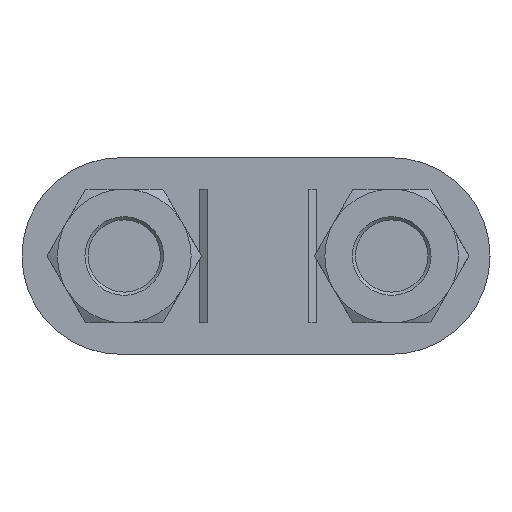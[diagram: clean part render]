
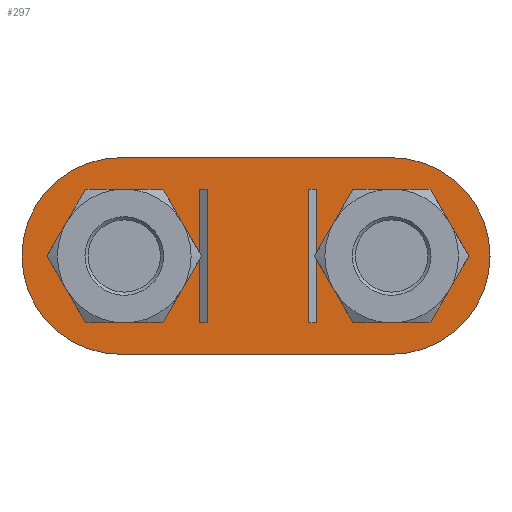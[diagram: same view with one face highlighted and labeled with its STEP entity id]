
A CAD part, front view. The second image highlights one B-rep face of the part: STEP entity #297.
In plain terms, the highlighted planar face has unit normal (0, -1, 0).
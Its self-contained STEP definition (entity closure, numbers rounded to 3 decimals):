
#297 = ADVANCED_FACE( '', ( #451, #452, #453, #454, #455 ), #456, .F. );
#451 = FACE_BOUND( '', #1615, .T. );
#452 = FACE_OUTER_BOUND( '', #1616, .T. );
#453 = FACE_BOUND( '', #1617, .T. );
#454 = FACE_BOUND( '', #1618, .T. );
#455 = FACE_BOUND( '', #1619, .T. );
#456 = PLANE( '', #1620 );
#1615 = EDGE_LOOP( '', ( #1996, #1997, #1998, #1999 ) );
#1616 = EDGE_LOOP( '', ( #2000, #2001, #2002, #2003, #2004, #2005 ) );
#1617 = EDGE_LOOP( '', ( #2006 ) );
#1618 = EDGE_LOOP( '', ( #2007, #2008, #2009, #2010 ) );
#1619 = EDGE_LOOP( '', ( #2011, #2012, #2013, #2014 ) );
#1620 = AXIS2_PLACEMENT_3D( '', #2015, #2016, #2017 );
#1996 = ORIENTED_EDGE( '', *, *, #2677, .F. );
#1997 = ORIENTED_EDGE( '', *, *, #2678, .T. );
#1998 = ORIENTED_EDGE( '', *, *, #2679, .T. );
#1999 = ORIENTED_EDGE( '', *, *, #2680, .F. );
#2000 = ORIENTED_EDGE( '', *, *, #2681, .F. );
#2001 = ORIENTED_EDGE( '', *, *, #2682, .F. );
#2002 = ORIENTED_EDGE( '', *, *, #2683, .F. );
#2003 = ORIENTED_EDGE( '', *, *, #2684, .F. );
#2004 = ORIENTED_EDGE( '', *, *, #2685, .F. );
#2005 = ORIENTED_EDGE( '', *, *, #2686, .F. );
#2006 = ORIENTED_EDGE( '', *, *, #2687, .T. );
#2007 = ORIENTED_EDGE( '', *, *, #2688, .F. );
#2008 = ORIENTED_EDGE( '', *, *, #2689, .F. );
#2009 = ORIENTED_EDGE( '', *, *, #2690, .F. );
#2010 = ORIENTED_EDGE( '', *, *, #2691, .F. );
#2011 = ORIENTED_EDGE( '', *, *, #2692, .T. );
#2012 = ORIENTED_EDGE( '', *, *, #2693, .T. );
#2013 = ORIENTED_EDGE( '', *, *, #2694, .F. );
#2014 = ORIENTED_EDGE( '', *, *, #2695, .F. );
#2015 = CARTESIAN_POINT( '', ( -17.5, 30.4, 0. ) );
#2016 = DIRECTION( '', ( 0., 1., 0. ) );
#2017 = DIRECTION( '', ( 0., 0., 1. ) );
#2677 = EDGE_CURVE( '', #2947, #2948, #2949, .T. );
#2678 = EDGE_CURVE( '', #2947, #2950, #2951, .T. );
#2679 = EDGE_CURVE( '', #2950, #2952, #2953, .T. );
#2680 = EDGE_CURVE( '', #2948, #2952, #2954, .T. );
#2681 = EDGE_CURVE( '', #2955, #2956, #2957, .T. );
#2682 = EDGE_CURVE( '', #2958, #2955, #2959, .T. );
#2683 = EDGE_CURVE( '', #2960, #2958, #2961, .T. );
#2684 = EDGE_CURVE( '', #2962, #2960, #2963, .T. );
#2685 = EDGE_CURVE( '', #2964, #2962, #2965, .T. );
#2686 = EDGE_CURVE( '', #2956, #2964, #2966, .T. );
#2687 = EDGE_CURVE( '', #2967, #2967, #2968, .T. );
#2688 = EDGE_CURVE( '', #2969, #2970, #2971, .T. );
#2689 = EDGE_CURVE( '', #2972, #2969, #2973, .T. );
#2690 = EDGE_CURVE( '', #2974, #2972, #2975, .T. );
#2691 = EDGE_CURVE( '', #2970, #2974, #2976, .T. );
#2692 = EDGE_CURVE( '', #2977, #2978, #2979, .T. );
#2693 = EDGE_CURVE( '', #2978, #2980, #2981, .T. );
#2694 = EDGE_CURVE( '', #2982, #2980, #2983, .T. );
#2695 = EDGE_CURVE( '', #2977, #2982, #2984, .T. );
#2947 = VERTEX_POINT( '', #3543 );
#2948 = VERTEX_POINT( '', #3544 );
#2949 = LINE( '', #3545, #3546 );
#2950 = VERTEX_POINT( '', #3547 );
#2951 = LINE( '', #3548, #3549 );
#2952 = VERTEX_POINT( '', #3550 );
#2953 = LINE( '', #3551, #3552 );
#2954 = LINE( '', #3553, #3554 );
#2955 = VERTEX_POINT( '', #3555 );
#2956 = VERTEX_POINT( '', #3556 );
#2957 = CIRCLE( '', #3557, 12.5 );
#2958 = VERTEX_POINT( '', #3558 );
#2959 = CIRCLE( '', #3559, 12.5 );
#2960 = VERTEX_POINT( '', #3560 );
#2961 = LINE( '', #3561, #3562 );
#2962 = VERTEX_POINT( '', #3563 );
#2963 = CIRCLE( '', #3564, 12.5 );
#2964 = VERTEX_POINT( '', #3565 );
#2965 = CIRCLE( '', #3566, 12.5 );
#2966 = LINE( '', #3567, #3568 );
#2967 = VERTEX_POINT( '', #3569 );
#2968 = CIRCLE( '', #3570, 5.4 );
#2969 = VERTEX_POINT( '', #3571 );
#2970 = VERTEX_POINT( '', #3572 );
#2971 = CIRCLE( '', #3573, 5. );
#2972 = VERTEX_POINT( '', #3574 );
#2973 = LINE( '', #3575, #3576 );
#2974 = VERTEX_POINT( '', #3577 );
#2975 = CIRCLE( '', #3578, 5. );
#2976 = LINE( '', #3579, #3580 );
#2977 = VERTEX_POINT( '', #3581 );
#2978 = VERTEX_POINT( '', #3582 );
#2979 = LINE( '', #3583, #3584 );
#2980 = VERTEX_POINT( '', #3585 );
#2981 = LINE( '', #3586, #3587 );
#2982 = VERTEX_POINT( '', #3588 );
#2983 = LINE( '', #3589, #3590 );
#2984 = LINE( '', #3591, #3592 );
#3543 = CARTESIAN_POINT( '', ( -7.45, 30.4, -8.5 ) );
#3544 = CARTESIAN_POINT( '', ( -6.45, 30.4, -8.5 ) );
#3545 = CARTESIAN_POINT( '', ( -7.45, 30.4, -8.5 ) );
#3546 = VECTOR( '', #4173, 1000. );
#3547 = CARTESIAN_POINT( '', ( -7.45, 30.4, 8.5 ) );
#3548 = CARTESIAN_POINT( '', ( -7.45, 30.4, -8.5 ) );
#3549 = VECTOR( '', #4174, 1000. );
#3550 = CARTESIAN_POINT( '', ( -6.45, 30.4, 8.5 ) );
#3551 = CARTESIAN_POINT( '', ( -7.45, 30.4, 8.5 ) );
#3552 = VECTOR( '', #4175, 1000. );
#3553 = CARTESIAN_POINT( '', ( -6.45, 30.4, -8.5 ) );
#3554 = VECTOR( '', #4176, 1000. );
#3555 = CARTESIAN_POINT( '', ( -30., 30.4, 0. ) );
#3556 = CARTESIAN_POINT( '', ( -17.5, 30.4, 12.5 ) );
#3557 = AXIS2_PLACEMENT_3D( '', #4177, #4178, #4179 );
#3558 = CARTESIAN_POINT( '', ( -17.5, 30.4, -12.5 ) );
#3559 = AXIS2_PLACEMENT_3D( '', #4180, #4181, #4182 );
#3560 = CARTESIAN_POINT( '', ( 17., 30.4, -12.5 ) );
#3561 = CARTESIAN_POINT( '', ( 17., 30.4, -12.5 ) );
#3562 = VECTOR( '', #4183, 1000. );
#3563 = CARTESIAN_POINT( '', ( 29.5, 30.4, 0. ) );
#3564 = AXIS2_PLACEMENT_3D( '', #4184, #4185, #4186 );
#3565 = CARTESIAN_POINT( '', ( 17., 30.4, 12.5 ) );
#3566 = AXIS2_PLACEMENT_3D( '', #4187, #4188, #4189 );
#3567 = CARTESIAN_POINT( '', ( -17.5, 30.4, 12.5 ) );
#3568 = VECTOR( '', #4190, 1000. );
#3569 = CARTESIAN_POINT( '', ( 22.4, 30.4, 0. ) );
#3570 = AXIS2_PLACEMENT_3D( '', #4191, #4192, #4193 );
#3571 = CARTESIAN_POINT( '', ( -17.5, 30.4, 5. ) );
#3572 = CARTESIAN_POINT( '', ( -17.5, 30.4, -5. ) );
#3573 = AXIS2_PLACEMENT_3D( '', #4194, #4195, #4196 );
#3574 = CARTESIAN_POINT( '', ( -16.5, 30.4, 5. ) );
#3575 = CARTESIAN_POINT( '', ( -16.5, 30.4, 5. ) );
#3576 = VECTOR( '', #4197, 1000. );
#3577 = CARTESIAN_POINT( '', ( -16.5, 30.4, -5. ) );
#3578 = AXIS2_PLACEMENT_3D( '', #4198, #4199, #4200 );
#3579 = CARTESIAN_POINT( '', ( -17.5, 30.4, -5. ) );
#3580 = VECTOR( '', #4201, 1000. );
#3581 = CARTESIAN_POINT( '', ( 7.45, 30.4, -8.5 ) );
#3582 = CARTESIAN_POINT( '', ( 6.45, 30.4, -8.5 ) );
#3583 = CARTESIAN_POINT( '', ( 7.45, 30.4, -8.5 ) );
#3584 = VECTOR( '', #4202, 1000. );
#3585 = CARTESIAN_POINT( '', ( 6.45, 30.4, 8.5 ) );
#3586 = CARTESIAN_POINT( '', ( 6.45, 30.4, -8.5 ) );
#3587 = VECTOR( '', #4203, 1000. );
#3588 = CARTESIAN_POINT( '', ( 7.45, 30.4, 8.5 ) );
#3589 = CARTESIAN_POINT( '', ( 7.45, 30.4, 8.5 ) );
#3590 = VECTOR( '', #4204, 1000. );
#3591 = CARTESIAN_POINT( '', ( 7.45, 30.4, -8.5 ) );
#3592 = VECTOR( '', #4205, 1000. );
#4173 = DIRECTION( '', ( 1., 0., 0. ) );
#4174 = DIRECTION( '', ( 0., 0., 1. ) );
#4175 = DIRECTION( '', ( 1., 0., 0. ) );
#4176 = DIRECTION( '', ( 0., 0., 1. ) );
#4177 = CARTESIAN_POINT( '', ( -17.5, 30.4, 0. ) );
#4178 = DIRECTION( '', ( 0., 1., 0. ) );
#4179 = DIRECTION( '', ( -1., 0., 0. ) );
#4180 = CARTESIAN_POINT( '', ( -17.5, 30.4, 0. ) );
#4181 = DIRECTION( '', ( 0., 1., 0. ) );
#4182 = DIRECTION( '', ( 0., 0., -1. ) );
#4183 = DIRECTION( '', ( -1., 0., 0. ) );
#4184 = CARTESIAN_POINT( '', ( 17., 30.4, 0. ) );
#4185 = DIRECTION( '', ( 0., 1., 0. ) );
#4186 = DIRECTION( '', ( 1., 0., 0. ) );
#4187 = CARTESIAN_POINT( '', ( 17., 30.4, 0. ) );
#4188 = DIRECTION( '', ( 0., 1., 0. ) );
#4189 = DIRECTION( '', ( 0., 0., 1. ) );
#4190 = DIRECTION( '', ( 1., 0., 0. ) );
#4191 = CARTESIAN_POINT( '', ( 17., 30.4, 0. ) );
#4192 = DIRECTION( '', ( 0., 1., 0. ) );
#4193 = DIRECTION( '', ( 1., 0., 0. ) );
#4194 = CARTESIAN_POINT( '', ( -17.5, 30.4, 0. ) );
#4195 = DIRECTION( '', ( 0., -1., 0. ) );
#4196 = DIRECTION( '', ( 0., 0., 1. ) );
#4197 = DIRECTION( '', ( -1., 0., 0. ) );
#4198 = CARTESIAN_POINT( '', ( -16.5, 30.4, 0. ) );
#4199 = DIRECTION( '', ( 0., -1., 0. ) );
#4200 = DIRECTION( '', ( 0., 0., -1. ) );
#4201 = DIRECTION( '', ( 1., 0., 0. ) );
#4202 = DIRECTION( '', ( -1., 0., 0. ) );
#4203 = DIRECTION( '', ( 0., 0., 1. ) );
#4204 = DIRECTION( '', ( -1., 0., 0. ) );
#4205 = DIRECTION( '', ( 0., 0., 1. ) );
